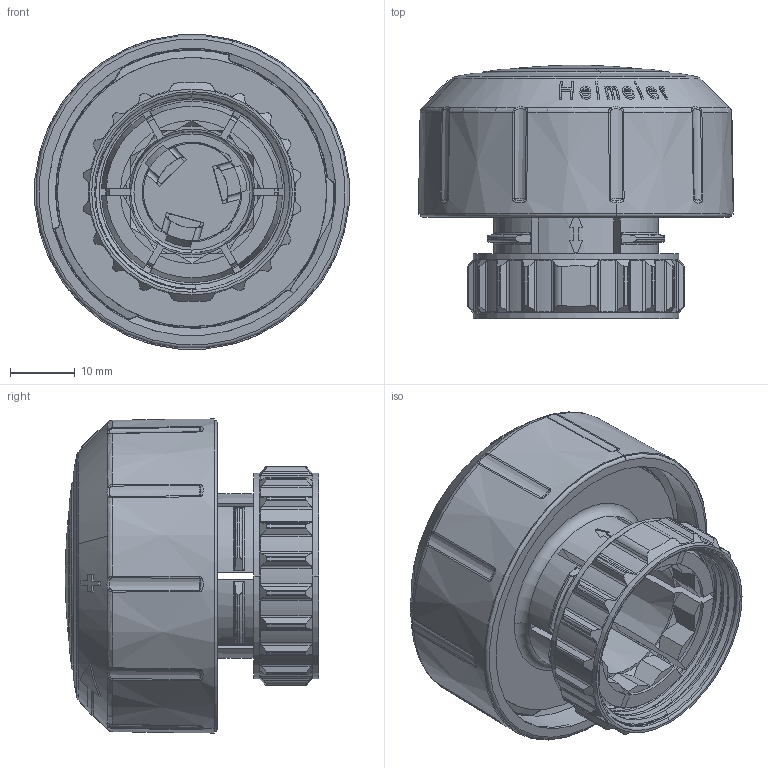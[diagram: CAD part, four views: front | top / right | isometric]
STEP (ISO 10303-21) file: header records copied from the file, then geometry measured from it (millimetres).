
FILE_DESCRIPTION((''),'2;1');
FILE_NAME('5800-00-325-AUF_SW0002','2015-05-12T',('marann'),(''),'PRO/ENGINEER BY PARAMETRIC TECHNOLOGY CORPORATION, 2011490','PRO/ENGINEER BY PARAMETRIC TECHNOLOGY CORPORATION, 2011490','');
FILE_SCHEMA(('CONFIG_CONTROL_DESIGN'));
Products named in the file (1): 5800-00-325-AUF_SW0002
Bounding box: 48.63 x 39.15 x 48.52 mm (x, y, z)
Volume: 20372 mm3; surface area: 24011.2 mm2
Topology: 2 solids, 2 shells, 1102 faces, 3137 edges, 2034 vertices
Faces by surface type: plane 490, cylinder 235, bspline 154, cone 112, torus 105, sphere 6
Entity records: 52696 total; most frequent: CARTESIAN_POINT 26423, ORIENTED_EDGE 6266, DIRECTION 4509, EDGE_CURVE 3133, VERTEX_POINT 2034, AXIS2_PLACEMENT_3D 1724, B_SPLINE_CURVE_WITH_KNOTS 1296, EDGE_LOOP 1143
